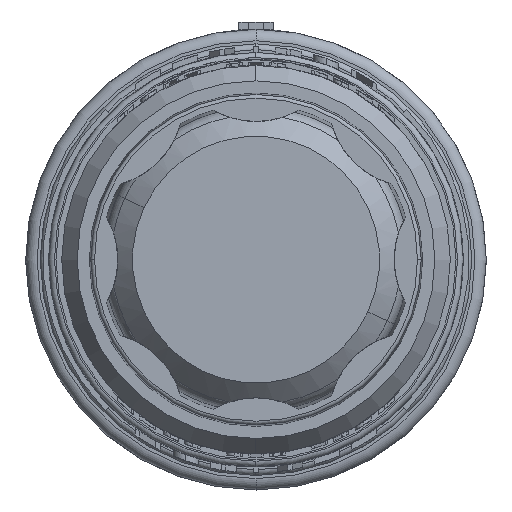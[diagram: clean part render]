
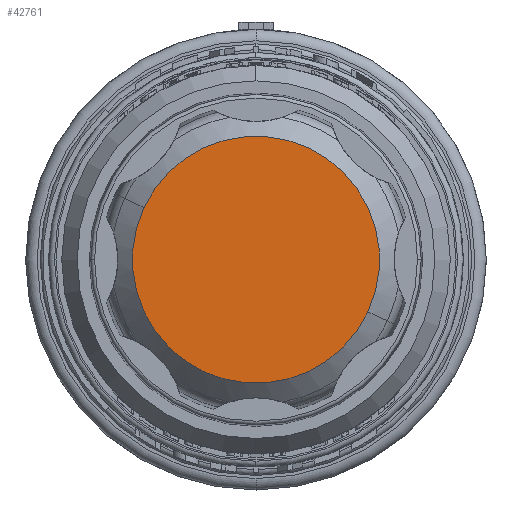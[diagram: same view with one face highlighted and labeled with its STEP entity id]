
A CAD part, left-side view. The second image highlights one B-rep face of the part: STEP entity #42761.
In plain terms, the highlighted planar face has unit normal (-1, 0, 0).
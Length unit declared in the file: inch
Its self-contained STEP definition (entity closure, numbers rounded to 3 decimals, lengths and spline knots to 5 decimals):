
#305 = DIRECTION ( 'NONE',  ( -1., 0., 0. ) ) ;
#3974 = CARTESIAN_POINT ( 'NONE',  ( -3.34814, 0., 0. ) ) ;
#5109 = AXIS2_PLACEMENT_3D ( 'NONE', #3974, #18202, #10733 ) ;
#8594 = EDGE_LOOP ( 'NONE', ( #34851, #23882 ) ) ;
#10733 = DIRECTION ( 'NONE',  ( 0., 1., 0. ) ) ;
#13594 = DIRECTION ( 'NONE',  ( 0., -1., 0. ) ) ;
#17190 = FACE_OUTER_BOUND ( 'NONE', #8594, .T. ) ;
#18202 = DIRECTION ( 'NONE',  ( -1., 0., 0. ) ) ;
#18600 = CARTESIAN_POINT ( 'NONE',  ( -3.34814, 0., 0. ) ) ;
#19701 = CIRCLE ( 'NONE', #5109, 0.67033 ) ;
#21493 = DIRECTION ( 'NONE',  ( 1., 0., 0. ) ) ;
#22715 = AXIS2_PLACEMENT_3D ( 'NONE', #28155, #21493, #13594 ) ;
#23882 = ORIENTED_EDGE ( 'NONE', *, *, #30267, .T. ) ;
#24462 = CIRCLE ( 'NONE', #31391, 0.67033 ) ;
#24816 = PLANE ( 'NONE',  #22715 ) ;
#28155 = CARTESIAN_POINT ( 'NONE',  ( -3.34814, -0.62072, -0.25711 ) ) ;
#29590 = DIRECTION ( 'NONE',  ( 0., 1., 0. ) ) ;
#30267 = EDGE_CURVE ( 'NONE', #34538, #44126, #24462, .T. ) ;
#31391 = AXIS2_PLACEMENT_3D ( 'NONE', #18600, #305, #29590 ) ;
#34301 = CARTESIAN_POINT ( 'NONE',  ( -3.34814, -0.60753, -0.2833 ) ) ;
#34538 = VERTEX_POINT ( 'NONE', #34301 ) ;
#34851 = ORIENTED_EDGE ( 'NONE', *, *, #45932, .T. ) ;
#40085 = CARTESIAN_POINT ( 'NONE',  ( -3.34814, 0.60753, 0.2833 ) ) ;
#42761 = ADVANCED_FACE ( 'NONE', ( #17190 ), #24816, .F. ) ;
#44126 = VERTEX_POINT ( 'NONE', #40085 ) ;
#45932 = EDGE_CURVE ( 'NONE', #44126, #34538, #19701, .T. ) ;
